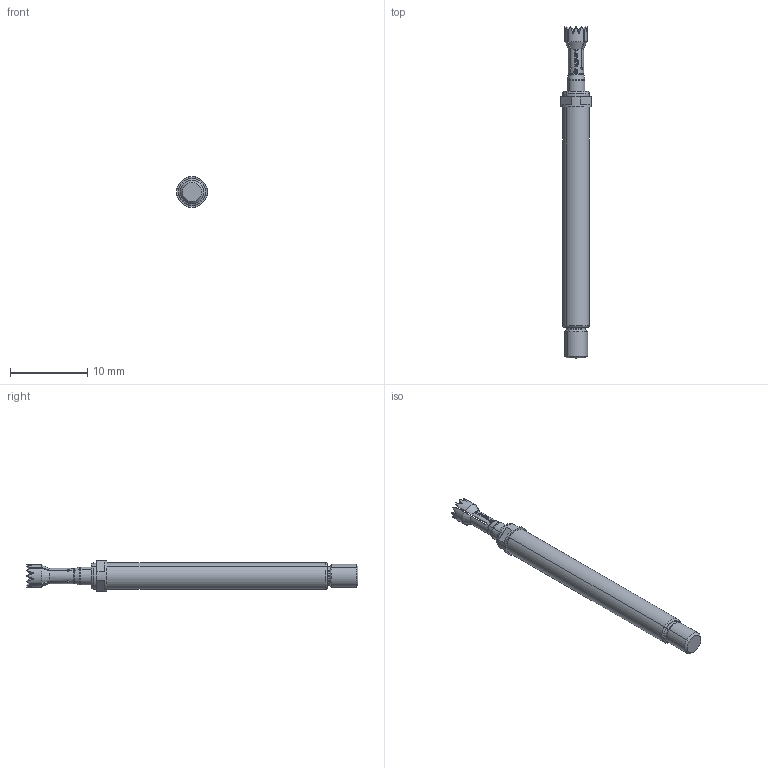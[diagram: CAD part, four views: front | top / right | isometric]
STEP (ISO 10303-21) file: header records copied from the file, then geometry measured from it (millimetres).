
FILE_DESCRIPTION (( 'STEP AP203' ), '1' );
FILE_NAME ('INGUN_BCP-671_368_290_A_xx02_M.STEP', '2024-04-03T08:53:23', ( '' ), ( '' ), 'SwSTEP 2.0', 'SolidWorks 2021', '' );
FILE_SCHEMA (( 'CONFIG_CONTROL_DESIGN' ));
Length unit declared in the file: millimetre
Products named in the file (1): INGUN_BCP-671_368_290_A_xx02_M
Bounding box: 4 x 43.1 x 4 mm (x, y, z)
Volume: 347.4 mm3; surface area: 522.4 mm2
Topology: 1 solids, 1 shells, 208 faces, 558 edges, 364 vertices
Faces by surface type: plane 68, cylinder 52, cone 52, bspline 22, torus 14
Entity records: 7329 total; most frequent: CARTESIAN_POINT 2357, ORIENTED_EDGE 1116, DIRECTION 904, EDGE_CURVE 558, AXIS2_PLACEMENT_3D 369, VERTEX_POINT 364, EDGE_LOOP 220, B_SPLINE_CURVE_WITH_KNOTS 210
